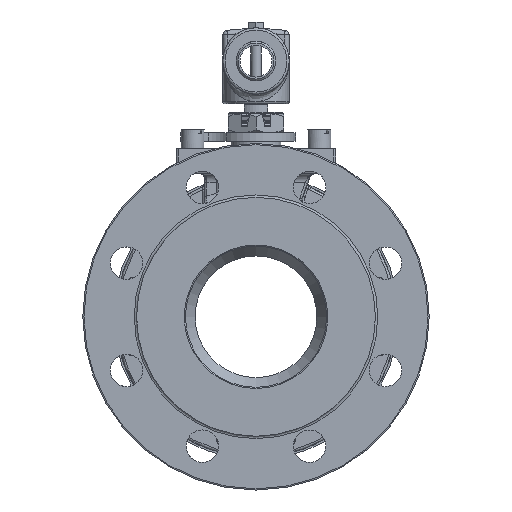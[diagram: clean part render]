
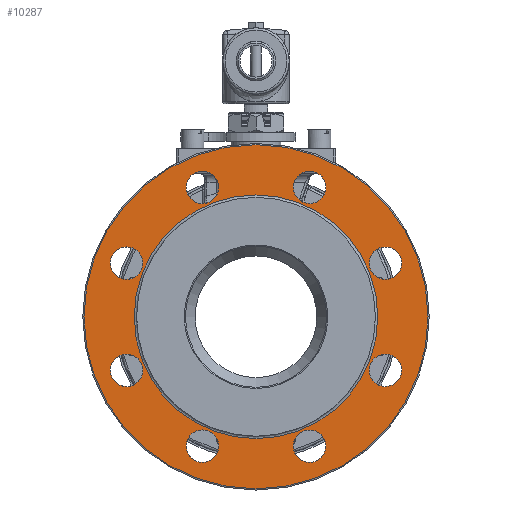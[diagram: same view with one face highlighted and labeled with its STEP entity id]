
A CAD part, left-side view. The second image highlights one B-rep face of the part: STEP entity #10287.
In plain terms, the highlighted planar face has unit normal (-1, 0, 0).
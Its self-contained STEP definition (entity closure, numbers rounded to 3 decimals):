
#1913=PLANE('',#11225);
#2110=FACE_BOUND('',#3548,.T.);
#2111=FACE_BOUND('',#3549,.T.);
#2112=FACE_BOUND('',#3550,.T.);
#2113=FACE_BOUND('',#3551,.T.);
#2114=FACE_BOUND('',#3552,.T.);
#2115=FACE_BOUND('',#3553,.T.);
#2116=FACE_BOUND('',#3554,.T.);
#2117=FACE_BOUND('',#3555,.T.);
#2118=FACE_BOUND('',#3556,.T.);
#2753=FACE_OUTER_BOUND('',#3547,.T.);
#3547=EDGE_LOOP('',(#8408));
#3548=EDGE_LOOP('',(#8409));
#3549=EDGE_LOOP('',(#8410));
#3550=EDGE_LOOP('',(#8411));
#3551=EDGE_LOOP('',(#8412));
#3552=EDGE_LOOP('',(#8413));
#3553=EDGE_LOOP('',(#8414));
#3554=EDGE_LOOP('',(#8415));
#3555=EDGE_LOOP('',(#8416));
#3556=EDGE_LOOP('',(#8417));
#3825=CIRCLE('',#10562,11.);
#3827=CIRCLE('',#10565,11.);
#3829=CIRCLE('',#10568,11.);
#3831=CIRCLE('',#10571,11.);
#3833=CIRCLE('',#10574,11.);
#3835=CIRCLE('',#10577,11.);
#3837=CIRCLE('',#10580,11.);
#3839=CIRCLE('',#10583,11.);
#4092=CIRCLE('',#11226,116.7);
#4093=CIRCLE('',#11227,82.6);
#4338=VERTEX_POINT('',#14753);
#4340=VERTEX_POINT('',#14758);
#4342=VERTEX_POINT('',#14763);
#4344=VERTEX_POINT('',#14768);
#4346=VERTEX_POINT('',#14773);
#4348=VERTEX_POINT('',#14778);
#4350=VERTEX_POINT('',#14783);
#4352=VERTEX_POINT('',#14788);
#4973=VERTEX_POINT('',#17869);
#4974=VERTEX_POINT('',#17871);
#5253=EDGE_CURVE('',#4338,#4338,#3825,.T.);
#5255=EDGE_CURVE('',#4340,#4340,#3827,.T.);
#5257=EDGE_CURVE('',#4342,#4342,#3829,.T.);
#5259=EDGE_CURVE('',#4344,#4344,#3831,.T.);
#5261=EDGE_CURVE('',#4346,#4346,#3833,.T.);
#5263=EDGE_CURVE('',#4348,#4348,#3835,.T.);
#5265=EDGE_CURVE('',#4350,#4350,#3837,.T.);
#5267=EDGE_CURVE('',#4352,#4352,#3839,.T.);
#6169=EDGE_CURVE('',#4973,#4973,#4092,.T.);
#6170=EDGE_CURVE('',#4974,#4974,#4093,.T.);
#8408=ORIENTED_EDGE('',*,*,#6169,.F.);
#8409=ORIENTED_EDGE('',*,*,#5253,.T.);
#8410=ORIENTED_EDGE('',*,*,#5255,.T.);
#8411=ORIENTED_EDGE('',*,*,#5257,.T.);
#8412=ORIENTED_EDGE('',*,*,#5259,.T.);
#8413=ORIENTED_EDGE('',*,*,#5261,.T.);
#8414=ORIENTED_EDGE('',*,*,#5263,.T.);
#8415=ORIENTED_EDGE('',*,*,#5265,.T.);
#8416=ORIENTED_EDGE('',*,*,#5267,.T.);
#8417=ORIENTED_EDGE('',*,*,#6170,.F.);
#10287=ADVANCED_FACE('',(#2753,#2110,#2111,#2112,#2113,#2114,#2115,#2116,
#2117,#2118),#1913,.F.);
#10562=AXIS2_PLACEMENT_3D('',#14754,#11694,#11695);
#10565=AXIS2_PLACEMENT_3D('',#14759,#11700,#11701);
#10568=AXIS2_PLACEMENT_3D('',#14764,#11706,#11707);
#10571=AXIS2_PLACEMENT_3D('',#14769,#11712,#11713);
#10574=AXIS2_PLACEMENT_3D('',#14774,#11718,#11719);
#10577=AXIS2_PLACEMENT_3D('',#14779,#11724,#11725);
#10580=AXIS2_PLACEMENT_3D('',#14784,#11730,#11731);
#10583=AXIS2_PLACEMENT_3D('',#14789,#11736,#11737);
#11225=AXIS2_PLACEMENT_3D('',#17868,#13550,#13551);
#11226=AXIS2_PLACEMENT_3D('',#17870,#13552,#13553);
#11227=AXIS2_PLACEMENT_3D('',#17872,#13554,#13555);
#11694=DIRECTION('center_axis',(1.,0.,0.));
#11695=DIRECTION('ref_axis',(0.,0.707,0.707));
#11700=DIRECTION('center_axis',(1.,0.,0.));
#11701=DIRECTION('ref_axis',(0.,1.,0.));
#11706=DIRECTION('center_axis',(1.,0.,0.));
#11707=DIRECTION('ref_axis',(0.,0.707,-0.707));
#11712=DIRECTION('center_axis',(1.,0.,0.));
#11713=DIRECTION('ref_axis',(0.,0.,-1.));
#11718=DIRECTION('center_axis',(1.,0.,0.));
#11719=DIRECTION('ref_axis',(0.,-0.707,-0.707));
#11724=DIRECTION('center_axis',(1.,0.,0.));
#11725=DIRECTION('ref_axis',(0.,-1.,0.));
#11730=DIRECTION('center_axis',(1.,0.,0.));
#11731=DIRECTION('ref_axis',(0.,-0.707,0.707));
#11736=DIRECTION('center_axis',(1.,0.,0.));
#11737=DIRECTION('ref_axis',(0.,0.,1.));
#13550=DIRECTION('center_axis',(1.,0.,0.));
#13551=DIRECTION('ref_axis',(0.,0.,-1.));
#13552=DIRECTION('center_axis',(1.,0.,0.));
#13553=DIRECTION('ref_axis',(0.,0.,-1.));
#13554=DIRECTION('center_axis',(-1.,0.,0.));
#13555=DIRECTION('ref_axis',(0.,0.,-1.));
#14753=CARTESIAN_POINT('',(-82.475,44.133,95.547));
#14754=CARTESIAN_POINT('Origin',(-82.475,36.355,87.769));
#14758=CARTESIAN_POINT('',(-82.475,98.769,36.355));
#14759=CARTESIAN_POINT('Origin',(-82.475,87.769,36.355));
#14763=CARTESIAN_POINT('',(-82.475,95.547,-44.133));
#14764=CARTESIAN_POINT('Origin',(-82.475,87.769,-36.355));
#14768=CARTESIAN_POINT('',(-82.475,36.355,-98.769));
#14769=CARTESIAN_POINT('Origin',(-82.475,36.355,-87.769));
#14773=CARTESIAN_POINT('',(-82.475,-44.133,-95.547));
#14774=CARTESIAN_POINT('Origin',(-82.475,-36.355,-87.769));
#14778=CARTESIAN_POINT('',(-82.475,-98.769,-36.355));
#14779=CARTESIAN_POINT('Origin',(-82.475,-87.769,-36.355));
#14783=CARTESIAN_POINT('',(-82.475,-95.547,44.133));
#14784=CARTESIAN_POINT('Origin',(-82.475,-87.769,36.355));
#14788=CARTESIAN_POINT('',(-82.475,-36.355,98.769));
#14789=CARTESIAN_POINT('Origin',(-82.475,-36.355,87.769));
#17868=CARTESIAN_POINT('Origin',(-82.475,0.,99.25));
#17869=CARTESIAN_POINT('',(-82.475,0.,116.7));
#17870=CARTESIAN_POINT('Origin',(-82.475,0.,0.));
#17871=CARTESIAN_POINT('',(-82.475,0.,82.6));
#17872=CARTESIAN_POINT('Origin',(-82.475,0.,0.));
